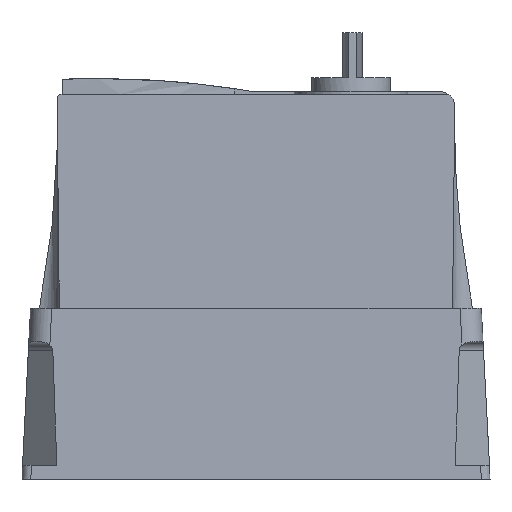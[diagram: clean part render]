
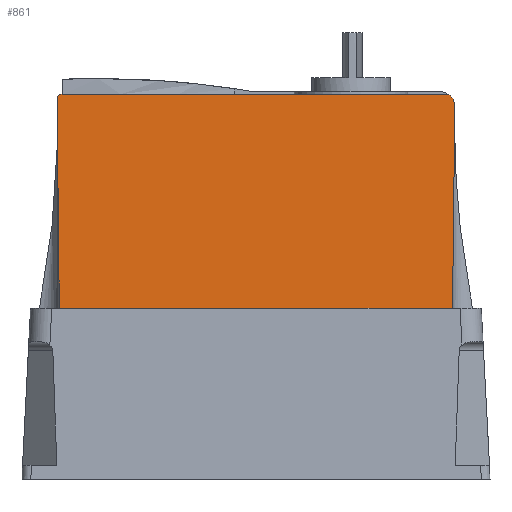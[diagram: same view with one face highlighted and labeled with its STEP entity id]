
A CAD part, left-side view. The second image highlights one B-rep face of the part: STEP entity #861.
In plain terms, the highlighted planar face has unit normal (-0.999, 0, 0.035).
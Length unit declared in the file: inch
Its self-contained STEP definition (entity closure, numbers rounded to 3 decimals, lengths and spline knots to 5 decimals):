
#119 = VECTOR ( 'NONE', #1658, 39.37008 ) ;
#122 = LINE ( 'NONE', #2401, #2645 ) ;
#181 =( BOUNDED_CURVE ( )  B_SPLINE_CURVE ( 3, ( #635, #864, #2177, #214 ),
 .UNSPECIFIED., .F., .F. ) 
 B_SPLINE_CURVE_WITH_KNOTS ( ( 4, 4 ),
 ( 3.76396, 4.69494 ),
 .UNSPECIFIED. ) 
 CURVE ( )  GEOMETRIC_REPRESENTATION_ITEM ( )  RATIONAL_B_SPLINE_CURVE ( ( 1., 0.929, 0.929, 1. ) ) 
 REPRESENTATION_ITEM ( '' )  );
#213 = EDGE_CURVE ( 'NONE', #898, #1806, #1536, .T. ) ;
#214 = CARTESIAN_POINT ( 'NONE',  ( -2.76021, -4.42947, 8.33227 ) ) ;
#251 = CARTESIAN_POINT ( 'NONE',  ( -2.82217, -4.40497, 6.55805 ) ) ;
#378 = VERTEX_POINT ( 'NONE', #2793 ) ;
#401 = ORIENTED_EDGE ( 'NONE', *, *, #2986, .F. ) ;
#419 = CARTESIAN_POINT ( 'NONE',  ( -2.91782, 4.38496, 3.8189 ) ) ;
#423 = ORIENTED_EDGE ( 'NONE', *, *, #935, .F. ) ;
#467 = CARTESIAN_POINT ( 'NONE',  ( -2.86919, -4.38972, 5.21163 ) ) ;
#591 = CARTESIAN_POINT ( 'NONE',  ( -2.91782, 5.02571, 3.8189 ) ) ;
#592 = VERTEX_POINT ( 'NONE', #1403 ) ;
#603 =( BOUNDED_CURVE ( )  B_SPLINE_CURVE ( 3, ( #2157, #2654, #1172, #1422 ),
 .UNSPECIFIED., .F., .F. ) 
 B_SPLINE_CURVE_WITH_KNOTS ( ( 4, 4 ),
 ( 4.69462, 4.71771 ),
 .UNSPECIFIED. ) 
 CURVE ( )  GEOMETRIC_REPRESENTATION_ITEM ( )  RATIONAL_B_SPLINE_CURVE ( ( 1., 1., 1., 1. ) ) 
 REPRESENTATION_ITEM ( '' )  );
#635 = CARTESIAN_POINT ( 'NONE',  ( -2.75147, -4.29817, 8.58268 ) ) ;
#707 = VERTEX_POINT ( 'NONE', #2242 ) ;
#861 = ADVANCED_FACE ( 'NONE', ( #1711 ), #2544, .F. ) ;
#864 = CARTESIAN_POINT ( 'NONE',  ( -2.75353, -4.38059, 8.52354 ) ) ;
#898 = VERTEX_POINT ( 'NONE', #1584 ) ;
#934 = CARTESIAN_POINT ( 'NONE',  ( -2.75428, 4.42588, 8.50207 ) ) ;
#935 = EDGE_CURVE ( 'NONE', #2540, #707, #2923, .T. ) ;
#1031 = CARTESIAN_POINT ( 'NONE',  ( -2.75147, 4.34716, 8.58268 ) ) ;
#1038 = EDGE_CURVE ( 'NONE', #1895, #378, #181, .T. ) ;
#1088 = ORIENTED_EDGE ( 'NONE', *, *, #1396, .F. ) ;
#1105 = EDGE_CURVE ( 'NONE', #378, #1659, #603, .T. ) ;
#1126 = ORIENTED_EDGE ( 'NONE', *, *, #2350, .T. ) ;
#1160 = DIRECTION ( 'NONE',  ( 0., -1., 0. ) ) ;
#1172 = CARTESIAN_POINT ( 'NONE',  ( -2.77181, -4.42549, 8.00009 ) ) ;
#1256 = CARTESIAN_POINT ( 'NONE',  ( -2.77761, -4.42637, 7.83399 ) ) ;
#1305 =( BOUNDED_CURVE ( )  B_SPLINE_CURVE ( 3, ( #1256, #251, #467, #1770 ),
 .UNSPECIFIED., .F., .F. ) 
 B_SPLINE_CURVE_WITH_KNOTS ( ( 4, 4 ),
 ( 4.26462, 4.53285 ),
 .UNSPECIFIED. ) 
 CURVE ( )  GEOMETRIC_REPRESENTATION_ITEM ( )  RATIONAL_B_SPLINE_CURVE ( ( 1., 0.994, 0.994, 1. ) ) 
 REPRESENTATION_ITEM ( '' )  );
#1341 = DIRECTION ( 'NONE',  ( -0.035, 0., -0.999 ) ) ;
#1365 = CARTESIAN_POINT ( 'NONE',  ( -2.75428, 4.42588, 8.50207 ) ) ;
#1396 = EDGE_CURVE ( 'NONE', #707, #898, #2244, .T. ) ;
#1397 = CARTESIAN_POINT ( 'NONE',  ( -2.91782, 4.38496, 3.8189 ) ) ;
#1400 = AXIS2_PLACEMENT_3D ( 'NONE', #591, #1811, #1341 ) ;
#1403 = CARTESIAN_POINT ( 'NONE',  ( -2.91782, -4.38089, 3.8189 ) ) ;
#1422 = CARTESIAN_POINT ( 'NONE',  ( -2.77761, -4.42637, 7.83399 ) ) ;
#1445 = LINE ( 'NONE', #2116, #119 ) ;
#1449 = CARTESIAN_POINT ( 'NONE',  ( -2.75147, 4.39416, 8.58268 ) ) ;
#1478 = ORIENTED_EDGE ( 'NONE', *, *, #2003, .F. ) ;
#1518 = ORIENTED_EDGE ( 'NONE', *, *, #1105, .F. ) ;
#1536 =( BOUNDED_CURVE ( )  B_SPLINE_CURVE ( 3, ( #934, #2922, #1449, #3196 ),
 .UNSPECIFIED., .F., .F. ) 
 B_SPLINE_CURVE_WITH_KNOTS ( ( 4, 4 ),
 ( 1.54703, 3.14159 ),
 .UNSPECIFIED. ) 
 CURVE ( )  GEOMETRIC_REPRESENTATION_ITEM ( )  RATIONAL_B_SPLINE_CURVE ( ( 1., 0.799, 0.799, 1. ) ) 
 REPRESENTATION_ITEM ( '' )  );
#1584 = CARTESIAN_POINT ( 'NONE',  ( -2.75428, 4.42588, 8.50207 ) ) ;
#1606 = CARTESIAN_POINT ( 'NONE',  ( -2.77735, 4.41779, 7.84146 ) ) ;
#1610 = CARTESIAN_POINT ( 'NONE',  ( -2.8733, 4.39304, 5.09383 ) ) ;
#1658 = DIRECTION ( 'NONE',  ( 0., -1., 0. ) ) ;
#1659 = VERTEX_POINT ( 'NONE', #2436 ) ;
#1711 = FACE_OUTER_BOUND ( 'NONE', #3155, .T. ) ;
#1770 = CARTESIAN_POINT ( 'NONE',  ( -2.91782, -4.38089, 3.8189 ) ) ;
#1806 = VERTEX_POINT ( 'NONE', #1031 ) ;
#1811 = DIRECTION ( 'NONE',  ( 0.999, 0., -0.035 ) ) ;
#1819 = ORIENTED_EDGE ( 'NONE', *, *, #213, .F. ) ;
#1891 = ORIENTED_EDGE ( 'NONE', *, *, #1038, .F. ) ;
#1895 = VERTEX_POINT ( 'NONE', #2905 ) ;
#2003 = EDGE_CURVE ( 'NONE', #1806, #1895, #122, .T. ) ;
#2116 = CARTESIAN_POINT ( 'NONE',  ( -2.91782, 4.82886, 3.8189 ) ) ;
#2157 = CARTESIAN_POINT ( 'NONE',  ( -2.76021, -4.42947, 8.33227 ) ) ;
#2177 = CARTESIAN_POINT ( 'NONE',  ( -2.75667, -4.4277, 8.4337 ) ) ;
#2242 = CARTESIAN_POINT ( 'NONE',  ( -2.78888, 4.42518, 7.5112 ) ) ;
#2244 =( BOUNDED_CURVE ( )  B_SPLINE_CURVE ( 3, ( #2317, #1606, #2582, #1365 ),
 .UNSPECIFIED., .F., .F. ) 
 B_SPLINE_CURVE_WITH_KNOTS ( ( 4, 4 ),
 ( 1.54844, 1.59456 ),
 .UNSPECIFIED. ) 
 CURVE ( )  GEOMETRIC_REPRESENTATION_ITEM ( )  RATIONAL_B_SPLINE_CURVE ( ( 1., 1., 1., 1. ) ) 
 REPRESENTATION_ITEM ( '' )  );
#2317 = CARTESIAN_POINT ( 'NONE',  ( -2.78888, 4.42518, 7.5112 ) ) ;
#2350 = EDGE_CURVE ( 'NONE', #2540, #592, #1445, .T. ) ;
#2401 = CARTESIAN_POINT ( 'NONE',  ( -2.75147, 5.02571, 8.58268 ) ) ;
#2436 = CARTESIAN_POINT ( 'NONE',  ( -2.77761, -4.42637, 7.83399 ) ) ;
#2540 = VERTEX_POINT ( 'NONE', #419 ) ;
#2544 = PLANE ( 'NONE',  #1400 ) ;
#2582 = CARTESIAN_POINT ( 'NONE',  ( -2.76582, 4.41803, 8.17181 ) ) ;
#2597 = CARTESIAN_POINT ( 'NONE',  ( -2.8301, 4.40651, 6.33081 ) ) ;
#2609 = CARTESIAN_POINT ( 'NONE',  ( -2.78888, 4.42518, 7.5112 ) ) ;
#2645 = VECTOR ( 'NONE', #1160, 39.37008 ) ;
#2654 = CARTESIAN_POINT ( 'NONE',  ( -2.76601, -4.42652, 8.16619 ) ) ;
#2793 = CARTESIAN_POINT ( 'NONE',  ( -2.76021, -4.42947, 8.33227 ) ) ;
#2905 = CARTESIAN_POINT ( 'NONE',  ( -2.75147, -4.29817, 8.58268 ) ) ;
#2922 = CARTESIAN_POINT ( 'NONE',  ( -2.75264, 4.42699, 8.54905 ) ) ;
#2923 =( BOUNDED_CURVE ( )  B_SPLINE_CURVE ( 3, ( #1397, #1610, #2597, #2609 ),
 .UNSPECIFIED., .F., .F. ) 
 B_SPLINE_CURVE_WITH_KNOTS ( ( 4, 4 ),
 ( 1.75033, 1.996 ),
 .UNSPECIFIED. ) 
 CURVE ( )  GEOMETRIC_REPRESENTATION_ITEM ( )  RATIONAL_B_SPLINE_CURVE ( ( 1., 0.995, 0.995, 1. ) ) 
 REPRESENTATION_ITEM ( '' )  );
#2986 = EDGE_CURVE ( 'NONE', #1659, #592, #1305, .T. ) ;
#3155 = EDGE_LOOP ( 'NONE', ( #1088, #423, #1126, #401, #1518, #1891, #1478, #1819 ) ) ;
#3196 = CARTESIAN_POINT ( 'NONE',  ( -2.75147, 4.34716, 8.58268 ) ) ;
